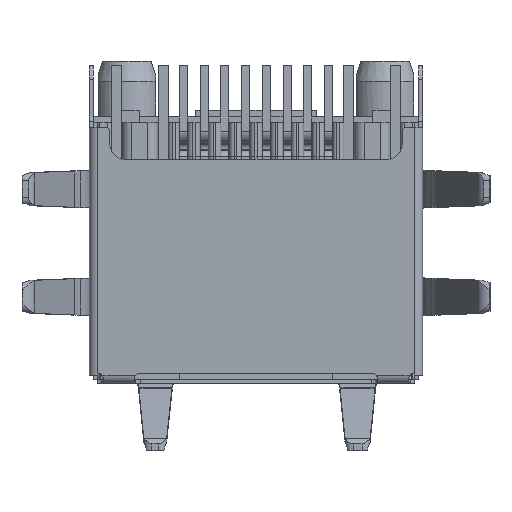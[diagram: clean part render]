
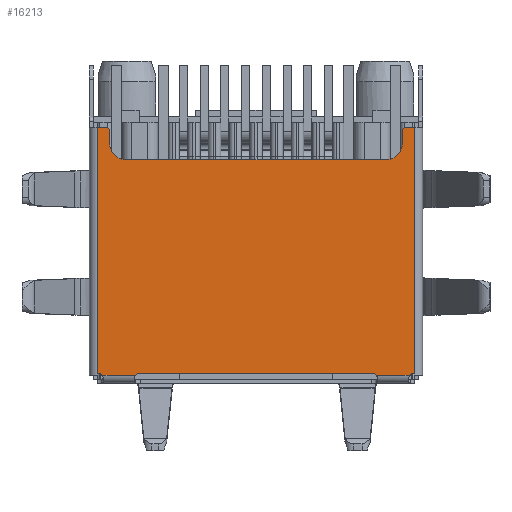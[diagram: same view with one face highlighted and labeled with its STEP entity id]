
A CAD part, left-side view. The second image highlights one B-rep face of the part: STEP entity #16213.
In plain terms, the highlighted planar face has unit normal (-1, 0, 0).
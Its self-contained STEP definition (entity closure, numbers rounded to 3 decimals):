
#832=CIRCLE('',#18202,0.3);
#833=CIRCLE('',#18204,0.2);
#834=CIRCLE('',#18205,0.8);
#835=CIRCLE('',#18206,0.8);
#836=CIRCLE('',#18207,0.2);
#837=CIRCLE('',#18208,0.3);
#838=CIRCLE('',#18209,0.3);
#839=CIRCLE('',#18210,0.3);
#3512=ORIENTED_EDGE('',*,*,#7323,.T.);
#3513=ORIENTED_EDGE('',*,*,#7334,.T.);
#3514=ORIENTED_EDGE('',*,*,#7335,.F.);
#3515=ORIENTED_EDGE('',*,*,#7336,.T.);
#3516=ORIENTED_EDGE('',*,*,#7337,.F.);
#3517=ORIENTED_EDGE('',*,*,#7338,.T.);
#3518=ORIENTED_EDGE('',*,*,#7339,.F.);
#3519=ORIENTED_EDGE('',*,*,#7340,.T.);
#3520=ORIENTED_EDGE('',*,*,#6749,.T.);
#3521=ORIENTED_EDGE('',*,*,#7341,.T.);
#3522=ORIENTED_EDGE('',*,*,#7342,.T.);
#3523=ORIENTED_EDGE('',*,*,#7319,.T.);
#3524=ORIENTED_EDGE('',*,*,#7343,.T.);
#3525=ORIENTED_EDGE('',*,*,#7330,.T.);
#3526=ORIENTED_EDGE('',*,*,#7333,.T.);
#3527=ORIENTED_EDGE('',*,*,#7344,.T.);
#3528=ORIENTED_EDGE('',*,*,#7345,.F.);
#3529=ORIENTED_EDGE('',*,*,#7346,.T.);
#6749=EDGE_CURVE('',#8871,#8872,#10616,.T.);
#7319=EDGE_CURVE('',#9339,#9341,#10986,.T.);
#7323=EDGE_CURVE('',#9345,#9344,#10990,.T.);
#7330=EDGE_CURVE('',#9346,#9349,#10995,.T.);
#7333=EDGE_CURVE('',#9349,#9351,#832,.F.);
#7334=EDGE_CURVE('',#9344,#9352,#833,.T.);
#7335=EDGE_CURVE('',#9353,#9352,#10997,.T.);
#7336=EDGE_CURVE('',#9353,#9354,#834,.F.);
#7337=EDGE_CURVE('',#9355,#9354,#10998,.T.);
#7338=EDGE_CURVE('',#9355,#9356,#835,.F.);
#7339=EDGE_CURVE('',#9357,#9356,#10999,.T.);
#7340=EDGE_CURVE('',#9357,#8871,#836,.T.);
#7341=EDGE_CURVE('',#8872,#9358,#11000,.T.);
#7342=EDGE_CURVE('',#9358,#9339,#837,.F.);
#7343=EDGE_CURVE('',#9341,#9346,#838,.F.);
#7344=EDGE_CURVE('',#9351,#9359,#11001,.T.);
#7345=EDGE_CURVE('',#9360,#9359,#839,.T.);
#7346=EDGE_CURVE('',#9360,#9345,#11002,.T.);
#8871=VERTEX_POINT('',#25328);
#8872=VERTEX_POINT('',#25329);
#9339=VERTEX_POINT('',#26521);
#9341=VERTEX_POINT('',#26559);
#9344=VERTEX_POINT('',#26574);
#9345=VERTEX_POINT('',#26576);
#9346=VERTEX_POINT('',#26582);
#9349=VERTEX_POINT('',#26587);
#9351=VERTEX_POINT('',#26593);
#9352=VERTEX_POINT('',#26597);
#9353=VERTEX_POINT('',#26599);
#9354=VERTEX_POINT('',#26601);
#9355=VERTEX_POINT('',#26603);
#9356=VERTEX_POINT('',#26605);
#9357=VERTEX_POINT('',#26607);
#9358=VERTEX_POINT('',#26610);
#9359=VERTEX_POINT('',#26614);
#9360=VERTEX_POINT('',#26616);
#10616=LINE('',#25327,#12438);
#10986=LINE('',#26566,#12808);
#10990=LINE('',#26575,#12812);
#10995=LINE('',#26588,#12817);
#10997=LINE('',#26598,#12819);
#10998=LINE('',#26602,#12820);
#10999=LINE('',#26606,#12821);
#11000=LINE('',#26609,#12822);
#11001=LINE('',#26613,#12823);
#11002=LINE('',#26617,#12824);
#12438=VECTOR('',#20465,1000.);
#12808=VECTOR('',#21371,1000.);
#12812=VECTOR('',#21379,1000.);
#12817=VECTOR('',#21390,1000.);
#12819=VECTOR('',#21402,1000.);
#12820=VECTOR('',#21405,1000.);
#12821=VECTOR('',#21408,1000.);
#12822=VECTOR('',#21411,1000.);
#12823=VECTOR('',#21416,1000.);
#12824=VECTOR('',#21419,1000.);
#13906=EDGE_LOOP('',(#3512,#3513,#3514,#3515,#3516,#3517,#3518,#3519,#3520,
#3521,#3522,#3523,#3524,#3525,#3526,#3527,#3528,#3529));
#14795=FACE_BOUND('',#13906,.T.);
#15571=PLANE('',#18203);
#16213=ADVANCED_FACE('',(#14795),#15571,.T.);
#18202=AXIS2_PLACEMENT_3D('',#26594,#21396,#21397);
#18203=AXIS2_PLACEMENT_3D('',#26595,#21398,#21399);
#18204=AXIS2_PLACEMENT_3D('',#26596,#21400,#21401);
#18205=AXIS2_PLACEMENT_3D('',#26600,#21403,#21404);
#18206=AXIS2_PLACEMENT_3D('',#26604,#21406,#21407);
#18207=AXIS2_PLACEMENT_3D('',#26608,#21409,#21410);
#18208=AXIS2_PLACEMENT_3D('',#26611,#21412,#21413);
#18209=AXIS2_PLACEMENT_3D('',#26612,#21414,#21415);
#18210=AXIS2_PLACEMENT_3D('',#26615,#21417,#21418);
#20465=DIRECTION('',(0.,1.,0.));
#21371=DIRECTION('',(0.,-1.,0.));
#21379=DIRECTION('',(0.,1.,0.));
#21390=DIRECTION('',(0.,-1.,0.));
#21396=DIRECTION('',(-1.,0.,0.));
#21397=DIRECTION('',(0.,0.,1.));
#21398=DIRECTION('',(-1.,0.,0.));
#21399=DIRECTION('',(0.,0.,1.));
#21400=DIRECTION('',(-1.,0.,0.));
#21401=DIRECTION('',(0.,0.,1.));
#21402=DIRECTION('',(0.,0.,1.));
#21403=DIRECTION('',(-1.,0.,0.));
#21404=DIRECTION('',(0.,0.,1.));
#21405=DIRECTION('',(0.,-1.,0.));
#21406=DIRECTION('',(-1.,0.,0.));
#21407=DIRECTION('',(0.,0.,1.));
#21408=DIRECTION('',(0.,0.,-1.));
#21409=DIRECTION('',(-1.,0.,0.));
#21410=DIRECTION('',(0.,0.,1.));
#21411=DIRECTION('',(0.,0.,-1.));
#21412=DIRECTION('',(-1.,0.,0.));
#21413=DIRECTION('',(0.,0.,1.));
#21414=DIRECTION('',(-1.,0.,0.));
#21415=DIRECTION('',(0.,0.,1.));
#21416=DIRECTION('',(0.,-1.,0.));
#21417=DIRECTION('',(-1.,0.,0.));
#21418=DIRECTION('',(0.,0.,1.));
#21419=DIRECTION('',(0.,0.,1.));
#25327=CARTESIAN_POINT('',(-7.75,-7.8,5.95));
#25328=CARTESIAN_POINT('',(-7.75,7.4,5.95));
#25329=CARTESIAN_POINT('',(-7.75,7.8,5.95));
#26521=CARTESIAN_POINT('',(-7.75,7.585,-6.25));
#26559=CARTESIAN_POINT('',(-7.75,5.915,-6.25));
#26566=CARTESIAN_POINT('',(-7.75,7.8,-6.25));
#26574=CARTESIAN_POINT('',(-7.75,-7.4,5.95));
#26575=CARTESIAN_POINT('',(-7.75,-7.8,5.95));
#26576=CARTESIAN_POINT('',(-7.75,-7.8,5.95));
#26582=CARTESIAN_POINT('',(-7.75,5.7,-6.159));
#26587=CARTESIAN_POINT('',(-7.75,-5.7,-6.159));
#26588=CARTESIAN_POINT('',(-7.75,7.8,-6.159));
#26593=CARTESIAN_POINT('',(-7.75,-5.915,-6.25));
#26594=CARTESIAN_POINT('',(-7.75,-5.7,-6.459));
#26595=CARTESIAN_POINT('',(-7.75,7.8,-6.459));
#26596=CARTESIAN_POINT('',(-7.75,-7.4,5.75));
#26597=CARTESIAN_POINT('',(-7.75,-7.2,5.75));
#26598=CARTESIAN_POINT('',(-7.75,-7.2,4.35));
#26599=CARTESIAN_POINT('',(-7.75,-7.2,5.15));
#26600=CARTESIAN_POINT('',(-7.75,-6.4,5.15));
#26601=CARTESIAN_POINT('',(-7.75,-6.4,4.35));
#26602=CARTESIAN_POINT('',(-7.75,7.2,4.35));
#26603=CARTESIAN_POINT('',(-7.75,6.4,4.35));
#26604=CARTESIAN_POINT('',(-7.75,6.4,5.15));
#26605=CARTESIAN_POINT('',(-7.75,7.2,5.15));
#26606=CARTESIAN_POINT('',(-7.75,7.2,5.95));
#26607=CARTESIAN_POINT('',(-7.75,7.2,5.75));
#26608=CARTESIAN_POINT('',(-7.75,7.4,5.75));
#26609=CARTESIAN_POINT('',(-7.75,7.8,-6.459));
#26610=CARTESIAN_POINT('',(-7.75,7.8,-6.159));
#26611=CARTESIAN_POINT('',(-7.75,7.8,-6.459));
#26612=CARTESIAN_POINT('',(-7.75,5.7,-6.459));
#26613=CARTESIAN_POINT('',(-7.75,7.8,-6.25));
#26614=CARTESIAN_POINT('',(-7.75,-7.585,-6.25));
#26615=CARTESIAN_POINT('',(-7.75,-7.8,-6.459));
#26616=CARTESIAN_POINT('',(-7.75,-7.8,-6.159));
#26617=CARTESIAN_POINT('',(-7.75,-7.8,-6.459));
